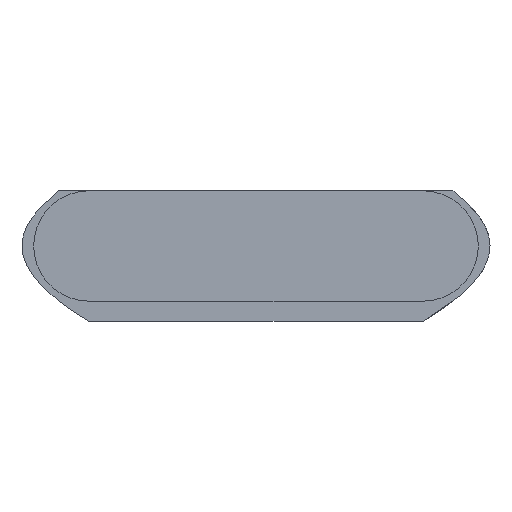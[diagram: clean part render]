
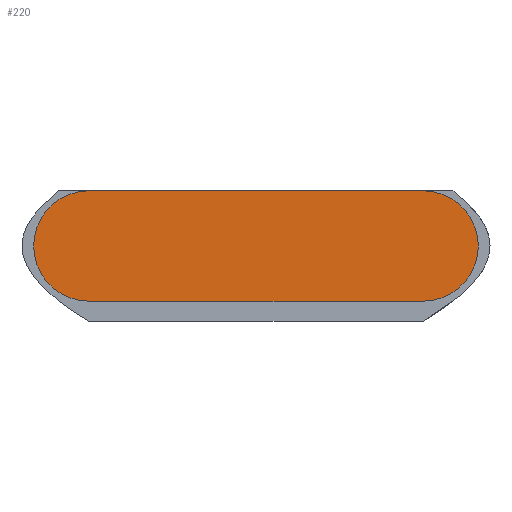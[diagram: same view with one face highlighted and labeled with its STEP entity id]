
A CAD part, front view. The second image highlights one B-rep face of the part: STEP entity #220.
In plain terms, the highlighted planar face has unit normal (0, -1, 0).
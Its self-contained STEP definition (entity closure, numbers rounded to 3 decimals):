
#19=CIRCLE('',#240,3.3);
#20=CIRCLE('',#243,3.3);
#26=PLANE('',#246);
#38=FACE_OUTER_BOUND('',#50,.T.);
#50=EDGE_LOOP('',(#201,#202,#203,#204));
#65=LINE('',#488,#83);
#68=LINE('',#495,#86);
#83=VECTOR('',#277,10.);
#86=VECTOR('',#286,10.);
#111=VERTEX_POINT('',#480);
#112=VERTEX_POINT('',#482);
#113=VERTEX_POINT('',#486);
#114=VERTEX_POINT('',#490);
#137=EDGE_CURVE('',#112,#111,#19,.T.);
#140=EDGE_CURVE('',#111,#113,#65,.T.);
#142=EDGE_CURVE('',#113,#114,#20,.T.);
#144=EDGE_CURVE('',#114,#112,#68,.T.);
#201=ORIENTED_EDGE('',*,*,#142,.T.);
#202=ORIENTED_EDGE('',*,*,#144,.T.);
#203=ORIENTED_EDGE('',*,*,#137,.T.);
#204=ORIENTED_EDGE('',*,*,#140,.T.);
#220=ADVANCED_FACE('',(#38),#26,.F.);
#240=AXIS2_PLACEMENT_3D('',#483,#271,#272);
#243=AXIS2_PLACEMENT_3D('',#492,#281,#282);
#246=AXIS2_PLACEMENT_3D('',#497,#289,#290);
#271=DIRECTION('center_axis',(0.,-1.,0.));
#272=DIRECTION('ref_axis',(0.,0.,
-1.));
#277=DIRECTION('',(1.,0.,0.));
#281=DIRECTION('center_axis',(0.,-1.,0.));
#282=DIRECTION('ref_axis',(0.,0.,1.));
#286=DIRECTION('',(-1.,0.,0.));
#289=DIRECTION('center_axis',(0.,1.,0.));
#290=DIRECTION('ref_axis',(-1.,0.,0.));
#480=CARTESIAN_POINT('',(99.987,-324.934,58.2));
#482=CARTESIAN_POINT('',(99.987,-324.934,64.8));
#483=CARTESIAN_POINT('Origin',(99.987,-324.934,61.5));
#486=CARTESIAN_POINT('',(119.987,-324.934,58.2));
#488=CARTESIAN_POINT('',(99.987,-324.934,58.2));
#490=CARTESIAN_POINT('',(119.987,-324.934,64.8));
#492=CARTESIAN_POINT('Origin',(119.987,-324.934,61.5));
#495=CARTESIAN_POINT('',(119.987,-324.934,64.8));
#497=CARTESIAN_POINT('Origin',(109.987,-324.934,61.5));
